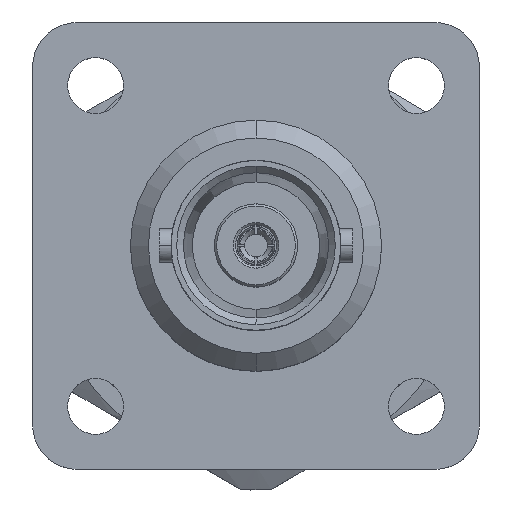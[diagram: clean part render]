
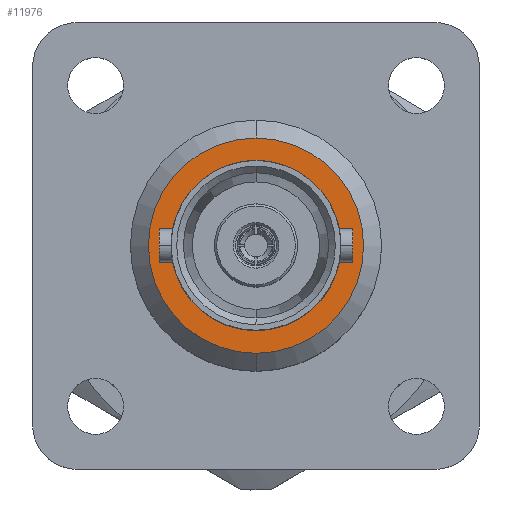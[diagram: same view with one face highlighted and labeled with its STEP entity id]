
A CAD part, top view. The second image highlights one B-rep face of the part: STEP entity #11976.
In plain terms, the highlighted face is planar.
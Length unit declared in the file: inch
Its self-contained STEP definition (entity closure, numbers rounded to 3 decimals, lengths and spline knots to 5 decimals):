
#119 = AXIS2_PLACEMENT_3D ( 'NONE', #11614, #9740, #454 ) ;
#140 = AXIS2_PLACEMENT_3D ( 'NONE', #2915, #5603, #870 ) ;
#454 = DIRECTION ( 'NONE',  ( 0., 0., 1. ) ) ;
#672 = VERTEX_POINT ( 'NONE', #5454 ) ;
#689 = VERTEX_POINT ( 'NONE', #5329 ) ;
#770 = EDGE_CURVE ( 'NONE', #689, #10839, #1486, .T. ) ;
#779 = ORIENTED_EDGE ( 'NONE', *, *, #6234, .T. ) ;
#870 = DIRECTION ( 'NONE',  ( 0., 0., 1. ) ) ;
#893 = ORIENTED_EDGE ( 'NONE', *, *, #7911, .F. ) ;
#1342 = CIRCLE ( 'NONE', #6122, 0.24079 ) ;
#1459 = PLANE ( 'NONE',  #10336 ) ;
#1486 = CIRCLE ( 'NONE', #9249, 0.24079 ) ;
#1546 = VERTEX_POINT ( 'NONE', #8566 ) ;
#1847 = CARTESIAN_POINT ( 'NONE',  ( 0.42711, 0., 0. ) ) ;
#2728 = CIRCLE ( 'NONE', #140, 0.19 ) ;
#2784 = DIRECTION ( 'NONE',  ( 1., 0., 0. ) ) ;
#2915 = CARTESIAN_POINT ( 'NONE',  ( 0.42711, 0., 0. ) ) ;
#4616 = DIRECTION ( 'NONE',  ( 0., 0., -1. ) ) ;
#4794 = DIRECTION ( 'NONE',  ( 1., 0., 0. ) ) ;
#5329 = CARTESIAN_POINT ( 'NONE',  ( 0.42711, 0., 0.24079 ) ) ;
#5454 = CARTESIAN_POINT ( 'NONE',  ( 0.42711, 0.19, 0. ) ) ;
#5603 = DIRECTION ( 'NONE',  ( 1., 0., 0. ) ) ;
#5906 = ORIENTED_EDGE ( 'NONE', *, *, #10463, .T. ) ;
#6122 = AXIS2_PLACEMENT_3D ( 'NONE', #9527, #4794, #4616 ) ;
#6234 = EDGE_CURVE ( 'NONE', #672, #1546, #7056, .T. ) ;
#6579 = DIRECTION ( 'NONE',  ( 0., 0., -1. ) ) ;
#6841 = EDGE_LOOP ( 'NONE', ( #5906, #779 ) ) ;
#7056 = CIRCLE ( 'NONE', #119, 0.19 ) ;
#7129 = DIRECTION ( 'NONE',  ( -1., 0., 0. ) ) ;
#7911 = EDGE_CURVE ( 'NONE', #10839, #689, #1342, .T. ) ;
#8122 = FACE_BOUND ( 'NONE', #6841, .T. ) ;
#8566 = CARTESIAN_POINT ( 'NONE',  ( 0.42711, -0.19, 0. ) ) ;
#9249 = AXIS2_PLACEMENT_3D ( 'NONE', #1847, #2784, #6579 ) ;
#9463 = EDGE_LOOP ( 'NONE', ( #893, #11968 ) ) ;
#9527 = CARTESIAN_POINT ( 'NONE',  ( 0.42711, 0., 0. ) ) ;
#9740 = DIRECTION ( 'NONE',  ( 1., 0., 0. ) ) ;
#10336 = AXIS2_PLACEMENT_3D ( 'NONE', #11883, #7129, #12071 ) ;
#10463 = EDGE_CURVE ( 'NONE', #1546, #672, #2728, .T. ) ;
#10839 = VERTEX_POINT ( 'NONE', #11260 ) ;
#10880 = FACE_OUTER_BOUND ( 'NONE', #9463, .T. ) ;
#11260 = CARTESIAN_POINT ( 'NONE',  ( 0.42711, 0., -0.24079 ) ) ;
#11614 = CARTESIAN_POINT ( 'NONE',  ( 0.42711, 0., 0. ) ) ;
#11883 = CARTESIAN_POINT ( 'NONE',  ( 0.42711, 0.24079, 0. ) ) ;
#11968 = ORIENTED_EDGE ( 'NONE', *, *, #770, .F. ) ;
#11976 = ADVANCED_FACE ( 'NONE', ( #8122, #10880 ), #1459, .T. ) ;
#12071 = DIRECTION ( 'NONE',  ( 0., 0., 1. ) ) ;
